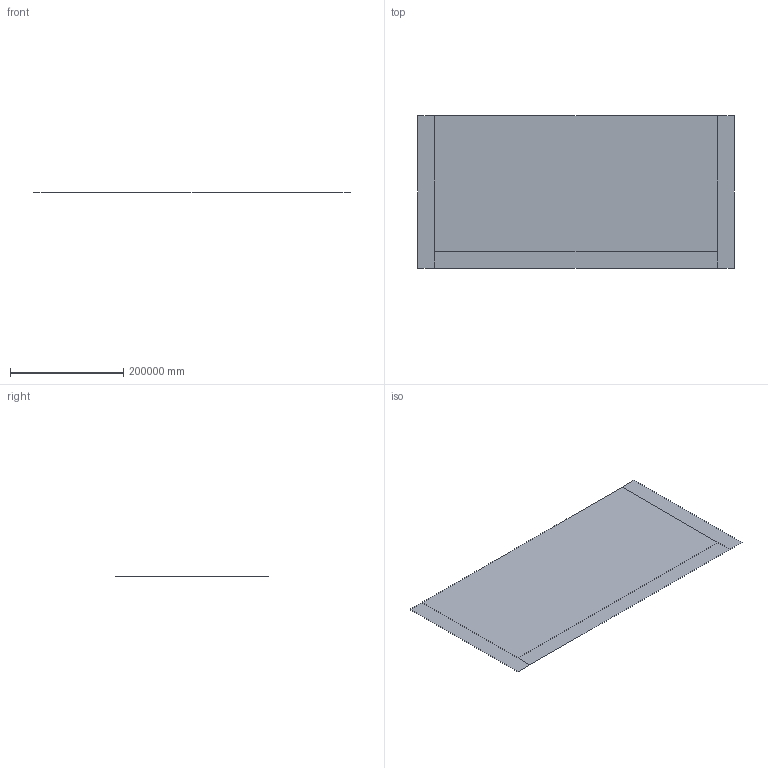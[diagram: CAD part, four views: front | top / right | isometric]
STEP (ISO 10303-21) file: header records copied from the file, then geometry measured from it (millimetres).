
FILE_DESCRIPTION(('FreeCAD Model'),'2;1');
FILE_NAME('Open CASCADE Shape Model','2025-07-07T01:21:06',(''),(''), 'Open CASCADE STEP processor 7.8','FreeCAD','Unknown');
FILE_SCHEMA(('AUTOMOTIVE_DESIGN { 1 0 10303 214 1 1 1 1 }'));
Length unit declared in the file: millimetre
Products named in the file (1): Compound (Solid)
Bounding box: 560000 x 270000 x 0 mm (x, y, z)
Surface area: 151200000000 mm2 (no closed solid volume)
Topology: 0 solids, 1 shells, 4 faces, 13 edges, 10 vertices
Faces by surface type: bspline 4
Entity records: 213 total; most frequent: CARTESIAN_POINT 88, ORIENTED_EDGE 18, DIRECTION 15, EDGE_CURVE 13, LINE 13, VECTOR 13, VERTEX_POINT 10, ADVANCED_FACE 4
